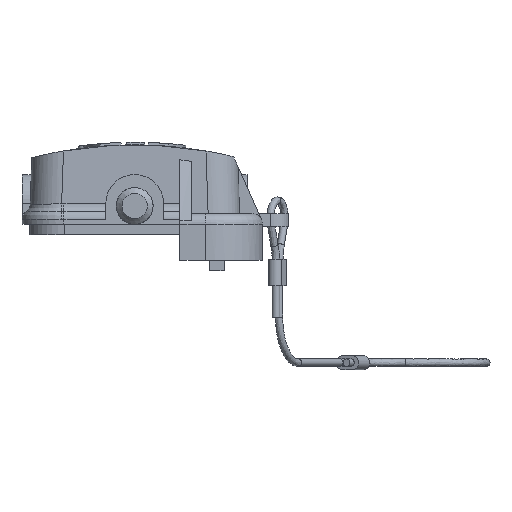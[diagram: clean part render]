
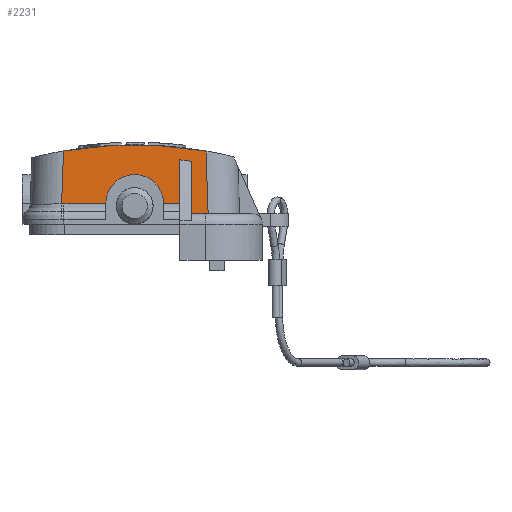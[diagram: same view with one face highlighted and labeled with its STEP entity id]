
A CAD part, left-side view. The second image highlights one B-rep face of the part: STEP entity #2231.
In plain terms, the highlighted planar face has unit normal (-0.999, 0, 0.035).
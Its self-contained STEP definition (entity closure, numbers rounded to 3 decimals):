
#937=FACE_OUTER_BOUND('',#2755,.T.);
#1182=ELLIPSE('',#5946,80.049,80.);
#1183=ELLIPSE('',#5947,5.503,5.5);
#1289=PLANE('',#5948);
#1461=LINE('',#7788,#1850);
#1465=LINE('',#7807,#1854);
#1466=LINE('',#7814,#1855);
#1467=LINE('',#7816,#1856);
#1468=LINE('',#7820,#1857);
#1469=LINE('',#7822,#1858);
#1470=LINE('',#7824,#1859);
#1471=LINE('',#7837,#1860);
#1472=LINE('',#7839,#1861);
#1850=VECTOR('',#6423,1.);
#1854=VECTOR('',#6437,1.);
#1855=VECTOR('',#6438,1.);
#1856=VECTOR('',#6439,1.);
#1857=VECTOR('',#6442,1.);
#1858=VECTOR('',#6443,1.);
#1859=VECTOR('',#6444,1.);
#1860=VECTOR('',#6445,1.);
#1861=VECTOR('',#6446,1.);
#2231=ADVANCED_FACE('',(#937),#1289,.T.);
#2578=B_SPLINE_CURVE_WITH_KNOTS('',3,(#7809,#7810,#7811,#7812),
 .UNSPECIFIED.,.F.,.F.,(4,4),(0.,1.),.UNSPECIFIED.);
#2579=B_SPLINE_CURVE_WITH_KNOTS('',3,(#7826,#7827,#7828,#7829,#7830,#7831,
#7832,#7833,#7834,#7835),.UNSPECIFIED.,.F.,.F.,(4,3,3,4),(0.,0.5,
1.,1.),.UNSPECIFIED.);
#2755=EDGE_LOOP('',(#3112,#3113,#3114,#3115,#3116,#3117,#3118,#3119,#3120,
#3121,#3122,#3123,#3124));
#3112=ORIENTED_EDGE('',*,*,#4987,.T.);
#3113=ORIENTED_EDGE('',*,*,#4994,.T.);
#3114=ORIENTED_EDGE('',*,*,#4995,.T.);
#3115=ORIENTED_EDGE('',*,*,#4996,.T.);
#3116=ORIENTED_EDGE('',*,*,#4997,.T.);
#3117=ORIENTED_EDGE('',*,*,#4998,.F.);
#3118=ORIENTED_EDGE('',*,*,#4999,.T.);
#3119=ORIENTED_EDGE('',*,*,#5000,.T.);
#3120=ORIENTED_EDGE('',*,*,#5001,.T.);
#3121=ORIENTED_EDGE('',*,*,#5002,.T.);
#3122=ORIENTED_EDGE('',*,*,#5003,.F.);
#3123=ORIENTED_EDGE('',*,*,#5004,.F.);
#3124=ORIENTED_EDGE('',*,*,#5005,.T.);
#4512=VERTEX_POINT('',#7787);
#4513=VERTEX_POINT('',#7789);
#4518=VERTEX_POINT('',#7806);
#4519=VERTEX_POINT('',#7808);
#4520=VERTEX_POINT('',#7813);
#4521=VERTEX_POINT('',#7815);
#4522=VERTEX_POINT('',#7817);
#4523=VERTEX_POINT('',#7819);
#4524=VERTEX_POINT('',#7821);
#4525=VERTEX_POINT('',#7823);
#4526=VERTEX_POINT('',#7825);
#4527=VERTEX_POINT('',#7836);
#4528=VERTEX_POINT('',#7838);
#4987=EDGE_CURVE('',#4513,#4512,#1461,.T.);
#4994=EDGE_CURVE('',#4512,#4518,#1182,.T.);
#4995=EDGE_CURVE('',#4518,#4519,#1465,.T.);
#4996=EDGE_CURVE('',#4519,#4520,#2578,.T.);
#4997=EDGE_CURVE('',#4520,#4521,#1466,.T.);
#4998=EDGE_CURVE('',#4522,#4521,#1467,.T.);
#4999=EDGE_CURVE('',#4522,#4523,#1183,.T.);
#5000=EDGE_CURVE('',#4523,#4524,#1468,.T.);
#5001=EDGE_CURVE('',#4524,#4525,#1469,.T.);
#5002=EDGE_CURVE('',#4525,#4526,#1470,.T.);
#5003=EDGE_CURVE('',#4527,#4526,#2579,.T.);
#5004=EDGE_CURVE('',#4528,#4527,#1471,.T.);
#5005=EDGE_CURVE('',#4528,#4513,#1472,.T.);
#5946=AXIS2_PLACEMENT_3D('',#7805,#6435,#6436);
#5947=AXIS2_PLACEMENT_3D('',#7818,#6440,#6441);
#5948=AXIS2_PLACEMENT_3D('',#7840,#6447,#6448);
#6423=DIRECTION('',(0.035,0.035,0.999));
#6435=DIRECTION('',(-0.999,0.,0.035));
#6436=DIRECTION('',(-0.035,0.,-0.999));
#6437=DIRECTION('',(-0.035,0.035,-0.999));
#6438=DIRECTION('',(0.,-1.,0.));
#6439=DIRECTION('',(-0.035,0.,-0.999));
#6440=DIRECTION('',(0.999,0.,-0.035));
#6441=DIRECTION('',(-0.035,0.,-0.999));
#6442=DIRECTION('',(-0.035,0.,-0.999));
#6443=DIRECTION('',(0.,-1.,0.));
#6444=DIRECTION('',(0.035,0.,0.999));
#6445=DIRECTION('',(0.035,0.,0.999));
#6446=DIRECTION('',(0.,-1.,0.));
#6447=DIRECTION('',(-0.999,0.,0.035));
#6448=DIRECTION('',(0.035,0.,0.999));
#7787=CARTESIAN_POINT('',(-28.083,-13.587,13.938));
#7788=CARTESIAN_POINT('',(-28.459,-13.962,3.185));
#7789=CARTESIAN_POINT('',(-28.5,-14.004,2.));
#7805=CARTESIAN_POINT('',(-30.836,0.,-64.9));
#7806=CARTESIAN_POINT('',(-28.083,13.587,13.938));
#7807=CARTESIAN_POINT('',(-28.507,14.011,1.791));
#7808=CARTESIAN_POINT('',(-28.434,13.938,3.876));
#7809=CARTESIAN_POINT('',(-28.434,13.938,3.876));
#7810=CARTESIAN_POINT('',(-28.434,13.792,3.878));
#7811=CARTESIAN_POINT('',(-28.434,13.646,3.879));
#7812=CARTESIAN_POINT('',(-28.434,13.5,3.879));
#7813=CARTESIAN_POINT('',(-28.434,13.5,3.879));
#7814=CARTESIAN_POINT('',(-28.434,6.5,3.879));
#7815=CARTESIAN_POINT('',(-28.434,5.5,3.879));
#7816=CARTESIAN_POINT('',(-28.5,5.5,2.));
#7817=CARTESIAN_POINT('',(-28.432,5.5,3.95));
#7818=CARTESIAN_POINT('',(-28.432,0.,3.95));
#7819=CARTESIAN_POINT('',(-28.432,-5.5,3.95));
#7820=CARTESIAN_POINT('',(-28.43,-5.5,4.));
#7821=CARTESIAN_POINT('',(-28.434,-5.5,3.879));
#7822=CARTESIAN_POINT('',(-28.434,-8.6,3.879));
#7823=CARTESIAN_POINT('',(-28.434,-8.6,3.879));
#7824=CARTESIAN_POINT('',(-28.356,-8.6,6.125));
#7825=CARTESIAN_POINT('',(-28.142,-8.6,12.243));
#7826=CARTESIAN_POINT('',(-28.152,-10.8,11.979));
#7827=CARTESIAN_POINT('',(-28.15,-10.434,12.029));
#7828=CARTESIAN_POINT('',(-28.148,-10.068,12.076));
#7829=CARTESIAN_POINT('',(-28.147,-9.702,12.12));
#7830=CARTESIAN_POINT('',(-28.145,-9.335,12.164));
#7831=CARTESIAN_POINT('',(-28.144,-8.968,12.205));
#7832=CARTESIAN_POINT('',(-28.142,-8.601,12.243));
#7833=CARTESIAN_POINT('',(-28.142,-8.601,12.243));
#7834=CARTESIAN_POINT('',(-28.142,-8.6,12.243));
#7835=CARTESIAN_POINT('',(-28.142,-8.6,12.243));
#7836=CARTESIAN_POINT('',(-28.152,-10.8,11.979));
#7837=CARTESIAN_POINT('',(-28.361,-10.8,5.98));
#7838=CARTESIAN_POINT('',(-28.5,-10.8,2.));
#7839=CARTESIAN_POINT('',(-28.5,20.,2.));
#7840=CARTESIAN_POINT('',(-28.5,20.,2.));
